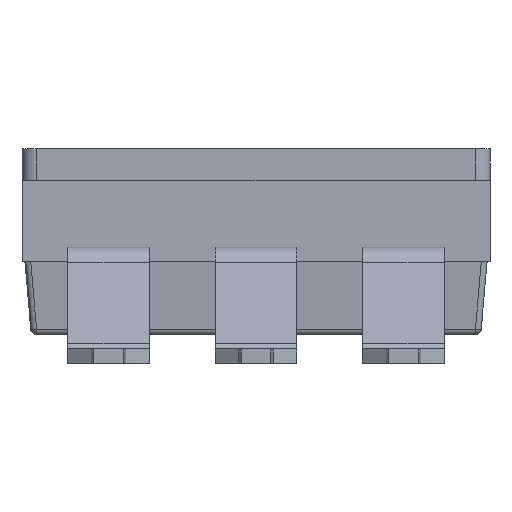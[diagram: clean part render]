
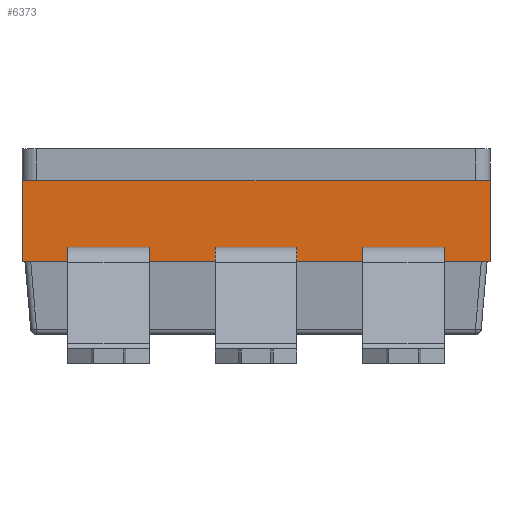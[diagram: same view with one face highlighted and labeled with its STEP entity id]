
A CAD part, left-side view. The second image highlights one B-rep face of the part: STEP entity #6373.
In plain terms, the highlighted planar face has unit normal (-1, 0, 0).
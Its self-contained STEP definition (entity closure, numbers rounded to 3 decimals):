
#2268 = VERTEX_POINT('',#2269);
#2269 = CARTESIAN_POINT('',(-3.,3.78,3.15));
#2290 = EDGE_CURVE('',#2268,#2291,#2293,.T.);
#2291 = VERTEX_POINT('',#2292);
#2292 = CARTESIAN_POINT('',(-3.,-3.78,3.15));
#2293 = LINE('',#2294,#2295);
#2294 = CARTESIAN_POINT('',(-3.,4.03,3.15));
#2295 = VECTOR('',#2296,1.);
#2296 = DIRECTION('',(0.,-1.,0.));
#6331 = VERTEX_POINT('',#6332);
#6332 = CARTESIAN_POINT('',(-3.,4.03,1.75));
#6338 = EDGE_CURVE('',#6331,#6339,#6341,.T.);
#6339 = VERTEX_POINT('',#6340);
#6340 = CARTESIAN_POINT('',(-3.,4.03,3.15));
#6341 = LINE('',#6342,#6343);
#6342 = CARTESIAN_POINT('',(-3.,4.03,1.75));
#6343 = VECTOR('',#6344,1.);
#6344 = DIRECTION('',(0.,0.,1.));
#6363 = EDGE_CURVE('',#6339,#2268,#6364,.T.);
#6364 = LINE('',#6365,#6366);
#6365 = CARTESIAN_POINT('',(-3.,4.03,3.15));
#6366 = VECTOR('',#6367,1.);
#6367 = DIRECTION('',(0.,-1.,0.));
#6373 = ADVANCED_FACE('',(#6374),#6497,.T.);
#6374 = FACE_BOUND('',#6375,.T.);
#6375 = EDGE_LOOP('',(#6376,#6386,#6394,#6402,#6410,#6418,#6424,#6425,
    #6426,#6427,#6435,#6443,#6451,#6459,#6467,#6475,#6483,#6491));
#6376 = ORIENTED_EDGE('',*,*,#6377,.F.);
#6377 = EDGE_CURVE('',#6378,#6380,#6382,.T.);
#6378 = VERTEX_POINT('',#6379);
#6379 = CARTESIAN_POINT('',(-3.,-1.84,2.));
#6380 = VERTEX_POINT('',#6381);
#6381 = CARTESIAN_POINT('',(-3.,-1.84,1.75));
#6382 = LINE('',#6383,#6384);
#6383 = CARTESIAN_POINT('',(-3.,-1.84,1.75));
#6384 = VECTOR('',#6385,1.);
#6385 = DIRECTION('',(0.,0.,-1.));
#6386 = ORIENTED_EDGE('',*,*,#6387,.F.);
#6387 = EDGE_CURVE('',#6388,#6378,#6390,.T.);
#6388 = VERTEX_POINT('',#6389);
#6389 = CARTESIAN_POINT('',(-3.,-3.24,2.));
#6390 = LINE('',#6391,#6392);
#6391 = CARTESIAN_POINT('',(-3.,4.03,2.));
#6392 = VECTOR('',#6393,1.);
#6393 = DIRECTION('',(0.,1.,0.));
#6394 = ORIENTED_EDGE('',*,*,#6395,.F.);
#6395 = EDGE_CURVE('',#6396,#6388,#6398,.T.);
#6396 = VERTEX_POINT('',#6397);
#6397 = CARTESIAN_POINT('',(-3.,-3.24,1.75));
#6398 = LINE('',#6399,#6400);
#6399 = CARTESIAN_POINT('',(-3.,-3.24,1.75));
#6400 = VECTOR('',#6401,1.);
#6401 = DIRECTION('',(0.,0.,1.));
#6402 = ORIENTED_EDGE('',*,*,#6403,.T.);
#6403 = EDGE_CURVE('',#6396,#6404,#6406,.T.);
#6404 = VERTEX_POINT('',#6405);
#6405 = CARTESIAN_POINT('',(-3.,-4.03,1.75));
#6406 = LINE('',#6407,#6408);
#6407 = CARTESIAN_POINT('',(-3.,4.03,1.75));
#6408 = VECTOR('',#6409,1.);
#6409 = DIRECTION('',(0.,-1.,0.));
#6410 = ORIENTED_EDGE('',*,*,#6411,.T.);
#6411 = EDGE_CURVE('',#6404,#6412,#6414,.T.);
#6412 = VERTEX_POINT('',#6413);
#6413 = CARTESIAN_POINT('',(-3.,-4.03,3.15));
#6414 = LINE('',#6415,#6416);
#6415 = CARTESIAN_POINT('',(-3.,-4.03,1.75));
#6416 = VECTOR('',#6417,1.);
#6417 = DIRECTION('',(0.,0.,1.));
#6418 = ORIENTED_EDGE('',*,*,#6419,.F.);
#6419 = EDGE_CURVE('',#2291,#6412,#6420,.T.);
#6420 = LINE('',#6421,#6422);
#6421 = CARTESIAN_POINT('',(-3.,4.03,3.15));
#6422 = VECTOR('',#6423,1.);
#6423 = DIRECTION('',(0.,-1.,0.));
#6424 = ORIENTED_EDGE('',*,*,#2290,.F.);
#6425 = ORIENTED_EDGE('',*,*,#6363,.F.);
#6426 = ORIENTED_EDGE('',*,*,#6338,.F.);
#6427 = ORIENTED_EDGE('',*,*,#6428,.T.);
#6428 = EDGE_CURVE('',#6331,#6429,#6431,.T.);
#6429 = VERTEX_POINT('',#6430);
#6430 = CARTESIAN_POINT('',(-3.,3.24,1.75));
#6431 = LINE('',#6432,#6433);
#6432 = CARTESIAN_POINT('',(-3.,4.03,1.75));
#6433 = VECTOR('',#6434,1.);
#6434 = DIRECTION('',(0.,-1.,0.));
#6435 = ORIENTED_EDGE('',*,*,#6436,.T.);
#6436 = EDGE_CURVE('',#6429,#6437,#6439,.T.);
#6437 = VERTEX_POINT('',#6438);
#6438 = CARTESIAN_POINT('',(-3.,3.24,2.));
#6439 = LINE('',#6440,#6441);
#6440 = CARTESIAN_POINT('',(-3.,3.24,1.75));
#6441 = VECTOR('',#6442,1.);
#6442 = DIRECTION('',(0.,0.,1.));
#6443 = ORIENTED_EDGE('',*,*,#6444,.T.);
#6444 = EDGE_CURVE('',#6437,#6445,#6447,.T.);
#6445 = VERTEX_POINT('',#6446);
#6446 = CARTESIAN_POINT('',(-3.,1.84,2.));
#6447 = LINE('',#6448,#6449);
#6448 = CARTESIAN_POINT('',(-3.,4.03,2.));
#6449 = VECTOR('',#6450,1.);
#6450 = DIRECTION('',(0.,-1.,0.));
#6451 = ORIENTED_EDGE('',*,*,#6452,.T.);
#6452 = EDGE_CURVE('',#6445,#6453,#6455,.T.);
#6453 = VERTEX_POINT('',#6454);
#6454 = CARTESIAN_POINT('',(-3.,1.84,1.75));
#6455 = LINE('',#6456,#6457);
#6456 = CARTESIAN_POINT('',(-3.,1.84,1.75));
#6457 = VECTOR('',#6458,1.);
#6458 = DIRECTION('',(0.,0.,-1.));
#6459 = ORIENTED_EDGE('',*,*,#6460,.T.);
#6460 = EDGE_CURVE('',#6453,#6461,#6463,.T.);
#6461 = VERTEX_POINT('',#6462);
#6462 = CARTESIAN_POINT('',(-3.,0.7,1.75));
#6463 = LINE('',#6464,#6465);
#6464 = CARTESIAN_POINT('',(-3.,4.03,1.75));
#6465 = VECTOR('',#6466,1.);
#6466 = DIRECTION('',(0.,-1.,0.));
#6467 = ORIENTED_EDGE('',*,*,#6468,.T.);
#6468 = EDGE_CURVE('',#6461,#6469,#6471,.T.);
#6469 = VERTEX_POINT('',#6470);
#6470 = CARTESIAN_POINT('',(-3.,0.7,2.));
#6471 = LINE('',#6472,#6473);
#6472 = CARTESIAN_POINT('',(-3.,0.7,1.75));
#6473 = VECTOR('',#6474,1.);
#6474 = DIRECTION('',(0.,0.,1.));
#6475 = ORIENTED_EDGE('',*,*,#6476,.T.);
#6476 = EDGE_CURVE('',#6469,#6477,#6479,.T.);
#6477 = VERTEX_POINT('',#6478);
#6478 = CARTESIAN_POINT('',(-3.,-0.7,2.));
#6479 = LINE('',#6480,#6481);
#6480 = CARTESIAN_POINT('',(-3.,4.03,2.));
#6481 = VECTOR('',#6482,1.);
#6482 = DIRECTION('',(0.,-1.,0.));
#6483 = ORIENTED_EDGE('',*,*,#6484,.T.);
#6484 = EDGE_CURVE('',#6477,#6485,#6487,.T.);
#6485 = VERTEX_POINT('',#6486);
#6486 = CARTESIAN_POINT('',(-3.,-0.7,1.75));
#6487 = LINE('',#6488,#6489);
#6488 = CARTESIAN_POINT('',(-3.,-0.7,1.75));
#6489 = VECTOR('',#6490,1.);
#6490 = DIRECTION('',(0.,0.,-1.));
#6491 = ORIENTED_EDGE('',*,*,#6492,.T.);
#6492 = EDGE_CURVE('',#6485,#6380,#6493,.T.);
#6493 = LINE('',#6494,#6495);
#6494 = CARTESIAN_POINT('',(-3.,4.03,1.75));
#6495 = VECTOR('',#6496,1.);
#6496 = DIRECTION('',(0.,-1.,0.));
#6497 = PLANE('',#6498);
#6498 = AXIS2_PLACEMENT_3D('',#6499,#6500,#6501);
#6499 = CARTESIAN_POINT('',(-3.,4.03,1.75));
#6500 = DIRECTION('',(-1.,0.,0.));
#6501 = DIRECTION('',(0.,0.,-1.));
